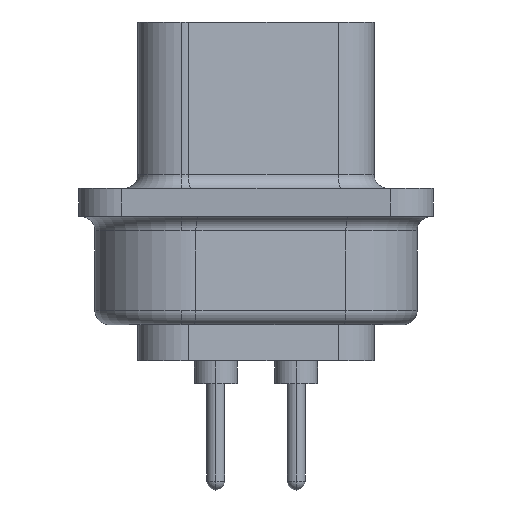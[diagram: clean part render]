
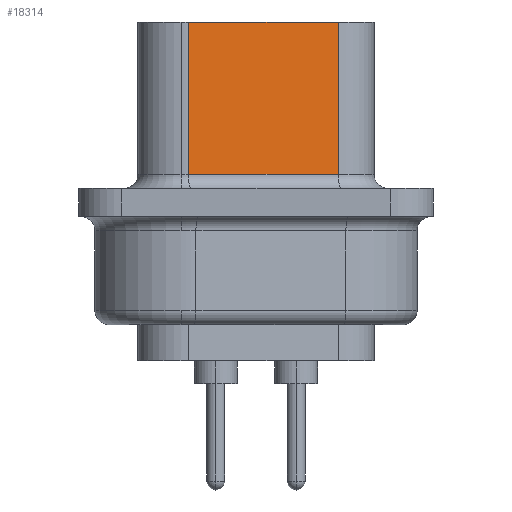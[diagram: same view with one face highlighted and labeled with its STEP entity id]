
A CAD part, left-side view. The second image highlights one B-rep face of the part: STEP entity #18314.
In plain terms, the highlighted planar face has unit normal (-0.985, -0.174, 0).
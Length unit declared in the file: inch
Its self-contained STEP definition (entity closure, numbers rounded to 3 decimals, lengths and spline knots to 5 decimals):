
#790 = CARTESIAN_POINT ( 'NONE',  ( -0.485, 0.09408, 0.0395 ) ) ;
#882 = VERTEX_POINT ( 'NONE', #15433 ) ;
#1202 = DIRECTION ( 'NONE',  ( -0.174, 0.985, 0. ) ) ;
#3852 = CARTESIAN_POINT ( 'NONE',  ( -0.485, 0.09408, 0.2515 ) ) ;
#4109 = PLANE ( 'NONE',  #9388 ) ;
#4932 = ORIENTED_EDGE ( 'NONE', *, *, #14893, .T. ) ;
#5139 = EDGE_CURVE ( 'NONE', #11050, #882, #8368, .T. ) ;
#5744 = ORIENTED_EDGE ( 'NONE', *, *, #5139, .T. ) ;
#7139 = ORIENTED_EDGE ( 'NONE', *, *, #15768, .F. ) ;
#7226 = VECTOR ( 'NONE', #13436, 39.37008 ) ;
#7267 = VECTOR ( 'NONE', #9298, 39.37008 ) ;
#8068 = CARTESIAN_POINT ( 'NONE',  ( -0.44815, -0.11492, 0.2515 ) ) ;
#8092 = CARTESIAN_POINT ( 'NONE',  ( -0.485, 0.09408, 0.2515 ) ) ;
#8142 = LINE ( 'NONE', #8092, #12902 ) ;
#8291 = DIRECTION ( 'NONE',  ( 0.985, 0.174, 0. ) ) ;
#8368 = LINE ( 'NONE', #10572, #7226 ) ;
#9298 = DIRECTION ( 'NONE',  ( 0., 0., -1. ) ) ;
#9388 = AXIS2_PLACEMENT_3D ( 'NONE', #3852, #8291, #1202 ) ;
#9687 = ORIENTED_EDGE ( 'NONE', *, *, #13749, .F. ) ;
#10572 = CARTESIAN_POINT ( 'NONE',  ( -0.44815, -0.11492, 0.0395 ) ) ;
#10655 = VECTOR ( 'NONE', #11791, 39.37008 ) ;
#11050 = VERTEX_POINT ( 'NONE', #790 ) ;
#11450 = EDGE_LOOP ( 'NONE', ( #4932, #5744, #9687, #7139 ) ) ;
#11754 = FACE_OUTER_BOUND ( 'NONE', #11450, .T. ) ;
#11791 = DIRECTION ( 'NONE',  ( 0., 0., -1. ) ) ;
#12624 = VERTEX_POINT ( 'NONE', #13085 ) ;
#12686 = LINE ( 'NONE', #16621, #7267 ) ;
#12902 = VECTOR ( 'NONE', #13849, 39.37008 ) ;
#13085 = CARTESIAN_POINT ( 'NONE',  ( -0.485, 0.09408, 0.2515 ) ) ;
#13436 = DIRECTION ( 'NONE',  ( 0.174, -0.985, 0. ) ) ;
#13749 = EDGE_CURVE ( 'NONE', #17676, #882, #12686, .T. ) ;
#13849 = DIRECTION ( 'NONE',  ( 0.174, -0.985, 0. ) ) ;
#13854 = LINE ( 'NONE', #15977, #10655 ) ;
#14893 = EDGE_CURVE ( 'NONE', #12624, #11050, #13854, .T. ) ;
#15433 = CARTESIAN_POINT ( 'NONE',  ( -0.44815, -0.11492, 0.0395 ) ) ;
#15768 = EDGE_CURVE ( 'NONE', #12624, #17676, #8142, .T. ) ;
#15977 = CARTESIAN_POINT ( 'NONE',  ( -0.485, 0.09408, 0.2515 ) ) ;
#16621 = CARTESIAN_POINT ( 'NONE',  ( -0.44815, -0.11492, 0.2515 ) ) ;
#17676 = VERTEX_POINT ( 'NONE', #8068 ) ;
#18314 = ADVANCED_FACE ( 'NONE', ( #11754 ), #4109, .F. ) ;
